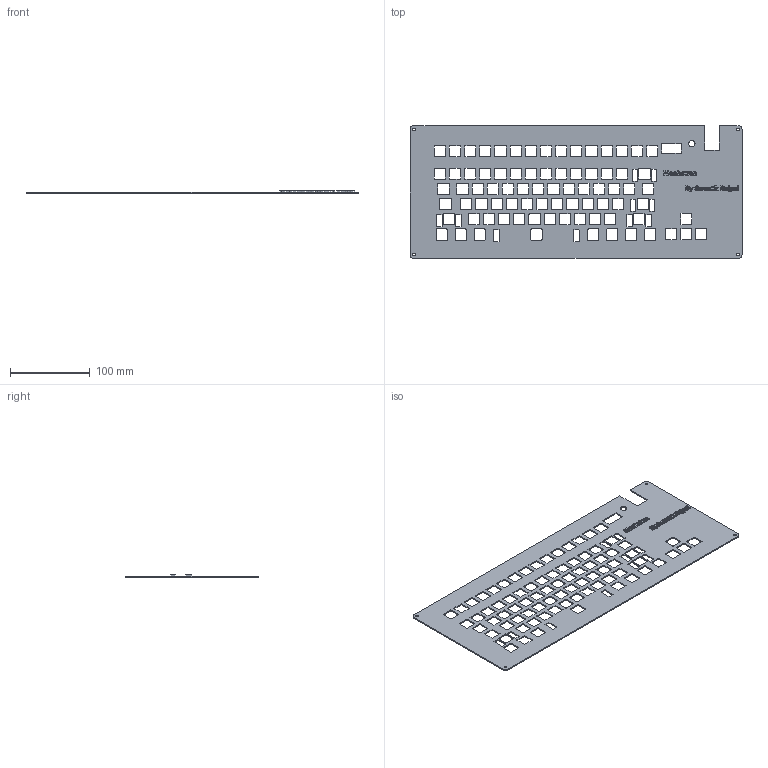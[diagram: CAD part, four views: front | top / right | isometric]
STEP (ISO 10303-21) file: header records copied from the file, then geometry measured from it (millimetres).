
FILE_DESCRIPTION(/* description */ ('STEP AP242','CAx-IF Rec.Pracs.---Representation and Presentation of Product Manufacturing Information (PMI)---4.0---2014-10-13','CAx-IF Rec.Pracs.---3D Tessellated Geometry---0.4---2014-09-14','2;1'),/* implementation_level */ '2;1');
FILE_NAME(/* name */ '689f3ae3b05c535d402e8af3',/* time_stamp */ '2025-08-15T13:49:26Z',/* author */ (''),/* organization */ (''),/* preprocessor_version */ 'ST-DEVELOPER v20',/* originating_system */ 'ONSHAPE BY PTC INC, 1.202',/* authorisation */ ' ');
FILE_SCHEMA (('AP242_MANAGED_MODEL_BASED_3D_ENGINEERING_MIM_LF { 1 0 10303 442 1 1 4 }'));
Length unit declared in the file: metre
Products named in the file (1): case top
Bounding box: 417 x 166.96 x 3.5 mm (x, y, z)
Volume: 78486.1 mm3; surface area: 114347.8 mm2
Topology: 1 solids, 1 shells, 1403 faces, 4089 edges, 2726 vertices
Faces by surface type: plane 607, cylinder 599, bspline 197
Full cylindrical faces by diameter (mm): 3.4 x4, 8 x1
Entity records: 47750 total; most frequent: CARTESIAN_POINT 10381, ORIENTED_EDGE 8168, DIRECTION 7302, EDGE_CURVE 4084, VERTEX_POINT 2726, LINE 2492, VECTOR 2492, AXIS2_PLACEMENT_3D 2405
